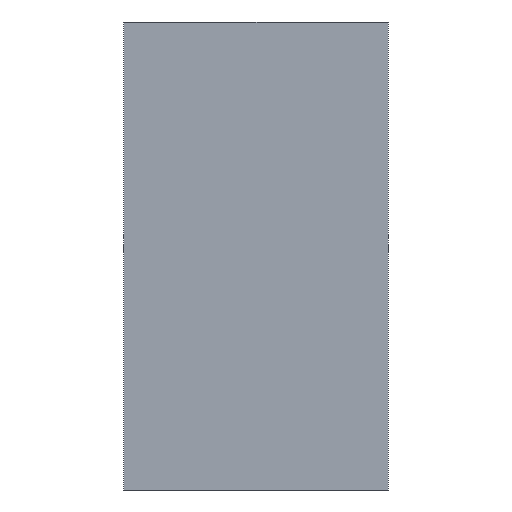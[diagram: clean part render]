
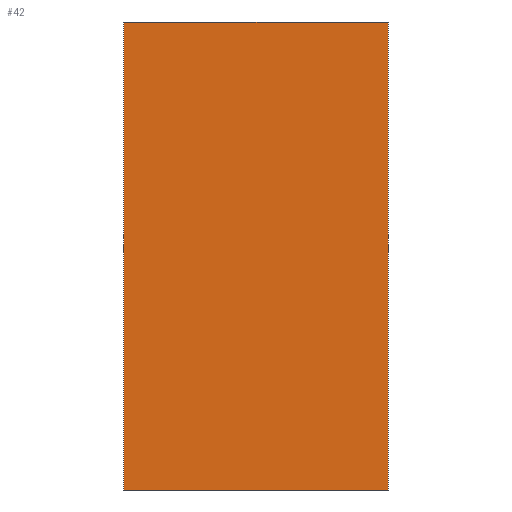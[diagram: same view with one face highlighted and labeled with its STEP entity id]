
A CAD part, left-side view. The second image highlights one B-rep face of the part: STEP entity #42.
In plain terms, the highlighted planar face has unit normal (-1, 0, 0).
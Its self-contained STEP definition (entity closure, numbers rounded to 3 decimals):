
#42 = ADVANCED_FACE( '', ( #83 ), #84, .F. );
#83 = FACE_OUTER_BOUND( '', #120, .T. );
#84 = PLANE( '', #121 );
#120 = EDGE_LOOP( '', ( #173, #174, #175, #176 ) );
#121 = AXIS2_PLACEMENT_3D( '', #177, #178, #179 );
#173 = ORIENTED_EDGE( '', *, *, #204, .T. );
#174 = ORIENTED_EDGE( '', *, *, #214, .F. );
#175 = ORIENTED_EDGE( '', *, *, #216, .F. );
#176 = ORIENTED_EDGE( '', *, *, #206, .T. );
#177 = CARTESIAN_POINT( '', ( -298., 21.5, 76. ) );
#178 = DIRECTION( '', ( 1., 0., 0. ) );
#179 = DIRECTION( '', ( 0., 0., -1. ) );
#204 = EDGE_CURVE( '', #229, #233, #235, .T. );
#206 = EDGE_CURVE( '', #237, #229, #238, .T. );
#214 = EDGE_CURVE( '', #247, #233, #249, .T. );
#216 = EDGE_CURVE( '', #237, #247, #251, .T. );
#229 = VERTEX_POINT( '', #265 );
#233 = VERTEX_POINT( '', #271 );
#235 = LINE( '', #274, #275 );
#237 = VERTEX_POINT( '', #277 );
#238 = LINE( '', #278, #279 );
#247 = VERTEX_POINT( '', #292 );
#249 = LINE( '', #295, #296 );
#251 = LINE( '', #298, #299 );
#265 = CARTESIAN_POINT( '', ( -298., 21.5, 0. ) );
#271 = CARTESIAN_POINT( '', ( -298., -21.5, 0. ) );
#274 = CARTESIAN_POINT( '', ( -298., 21.5, 0. ) );
#275 = VECTOR( '', #316, 1000. );
#277 = CARTESIAN_POINT( '', ( -298., 21.5, 76. ) );
#278 = CARTESIAN_POINT( '', ( -298., 21.5, 76. ) );
#279 = VECTOR( '', #317, 1000. );
#292 = CARTESIAN_POINT( '', ( -298., -21.5, 76. ) );
#295 = CARTESIAN_POINT( '', ( -298., -21.5, 76. ) );
#296 = VECTOR( '', #323, 1000. );
#298 = CARTESIAN_POINT( '', ( -298., 21.5, 76. ) );
#299 = VECTOR( '', #324, 1000. );
#316 = DIRECTION( '', ( 0., -1., 0. ) );
#317 = DIRECTION( '', ( 0., 0., -1. ) );
#323 = DIRECTION( '', ( 0., 0., -1. ) );
#324 = DIRECTION( '', ( 0., -1., 0. ) );
